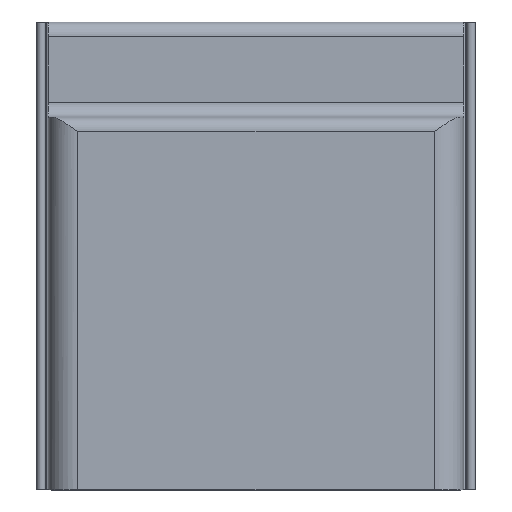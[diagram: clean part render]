
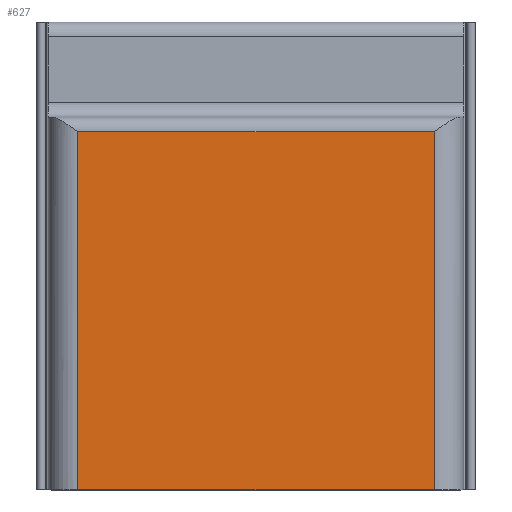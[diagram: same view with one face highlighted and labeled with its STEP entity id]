
A CAD part, top view. The second image highlights one B-rep face of the part: STEP entity #627.
In plain terms, the highlighted planar face has unit normal (0, 0, 1).
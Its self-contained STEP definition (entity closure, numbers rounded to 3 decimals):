
#9 = VERTEX_POINT ( 'NONE', #395 ) ;
#52 = DIRECTION ( 'NONE',  ( 0., 0., -1. ) ) ;
#82 = EDGE_LOOP ( 'NONE', ( #663, #418, #574, #901 ) ) ;
#104 = CARTESIAN_POINT ( 'NONE',  ( 12.2, 16., 6. ) ) ;
#118 = PLANE ( 'NONE',  #800 ) ;
#121 = LINE ( 'NONE', #774, #859 ) ;
#149 = VECTOR ( 'NONE', #589, 1000. ) ;
#170 = CARTESIAN_POINT ( 'NONE',  ( -12.2, -16., 6. ) ) ;
#184 = EDGE_CURVE ( 'NONE', #385, #9, #717, .T. ) ;
#187 = DIRECTION ( 'NONE',  ( 1., 0., 0. ) ) ;
#204 = VERTEX_POINT ( 'NONE', #736 ) ;
#210 = EDGE_CURVE ( 'NONE', #863, #9, #545, .T. ) ;
#257 = CARTESIAN_POINT ( 'NONE',  ( 15.001, 8.5, 6. ) ) ;
#259 = DIRECTION ( 'NONE',  ( 0., -1., 0. ) ) ;
#281 = DIRECTION ( 'NONE',  ( 0., -1., 0. ) ) ;
#292 = CARTESIAN_POINT ( 'NONE',  ( -12.2, -16., 6. ) ) ;
#305 = EDGE_CURVE ( 'NONE', #204, #385, #121, .T. ) ;
#385 = VERTEX_POINT ( 'NONE', #292 ) ;
#395 = CARTESIAN_POINT ( 'NONE',  ( 12.2, -16., 6. ) ) ;
#400 = FACE_OUTER_BOUND ( 'NONE', #82, .T. ) ;
#418 = ORIENTED_EDGE ( 'NONE', *, *, #554, .T. ) ;
#469 = VECTOR ( 'NONE', #259, 1000. ) ;
#545 = LINE ( 'NONE', #104, #469 ) ;
#554 = EDGE_CURVE ( 'NONE', #863, #204, #572, .T. ) ;
#572 = LINE ( 'NONE', #257, #149 ) ;
#574 = ORIENTED_EDGE ( 'NONE', *, *, #305, .T. ) ;
#589 = DIRECTION ( 'NONE',  ( -1., 0., 0. ) ) ;
#627 = ADVANCED_FACE ( 'NONE', ( #400 ), #118, .F. ) ;
#663 = ORIENTED_EDGE ( 'NONE', *, *, #210, .F. ) ;
#707 = VECTOR ( 'NONE', #187, 1000. ) ;
#717 = LINE ( 'NONE', #170, #707 ) ;
#736 = CARTESIAN_POINT ( 'NONE',  ( -12.2, 8.5, 6. ) ) ;
#774 = CARTESIAN_POINT ( 'NONE',  ( -12.2, 16., 6. ) ) ;
#800 = AXIS2_PLACEMENT_3D ( 'NONE', #827, #52, #902 ) ;
#827 = CARTESIAN_POINT ( 'NONE',  ( -12.2, 16., 6. ) ) ;
#859 = VECTOR ( 'NONE', #281, 1000. ) ;
#863 = VERTEX_POINT ( 'NONE', #924 ) ;
#901 = ORIENTED_EDGE ( 'NONE', *, *, #184, .T. ) ;
#902 = DIRECTION ( 'NONE',  ( -1., 0., 0. ) ) ;
#924 = CARTESIAN_POINT ( 'NONE',  ( 12.2, 8.5, 6. ) ) ;
